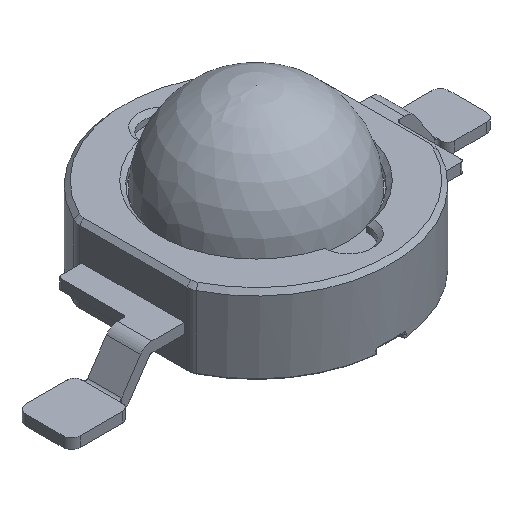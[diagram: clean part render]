
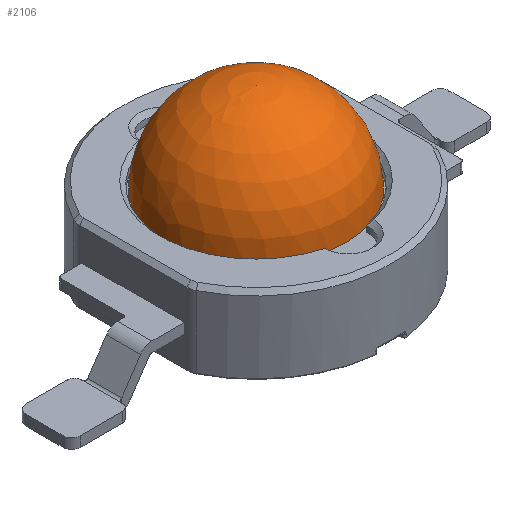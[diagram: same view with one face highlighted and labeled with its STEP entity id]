
A CAD part, isometric view. The second image highlights one B-rep face of the part: STEP entity #2106.
In plain terms, the highlighted spherical face has radius 2.65 mm.
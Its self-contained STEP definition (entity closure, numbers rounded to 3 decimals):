
#502=FACE_OUTER_BOUND('',#629,.T.);
#629=EDGE_LOOP('',(#1380,#1381,#1382,#1383));
#764=CIRCLE('',#2255,2.65);
#765=CIRCLE('',#2256,2.65);
#766=CIRCLE('',#2257,2.65);
#883=VERTEX_POINT('',#3151);
#884=VERTEX_POINT('',#3152);
#885=VERTEX_POINT('',#3154);
#1074=EDGE_CURVE('',#883,#884,#764,.T.);
#1075=EDGE_CURVE('',#885,#884,#765,.T.);
#1076=EDGE_CURVE('',#884,#883,#766,.T.);
#1380=ORIENTED_EDGE('',*,*,#1074,.T.);
#1381=ORIENTED_EDGE('',*,*,#1075,.F.);
#1382=ORIENTED_EDGE('',*,*,#1075,.T.);
#1383=ORIENTED_EDGE('',*,*,#1076,.T.);
#1992=SPHERICAL_SURFACE('',#2254,2.65);
#2106=ADVANCED_FACE('',(#502),#1992,.T.);
#2254=AXIS2_PLACEMENT_3D('',#3150,#2498,#2499);
#2255=AXIS2_PLACEMENT_3D('',#3153,#2500,#2501);
#2256=AXIS2_PLACEMENT_3D('',#3155,#2502,#2503);
#2257=AXIS2_PLACEMENT_3D('',#3156,#2504,#2505);
#2498=DIRECTION('center_axis',(0.,0.,1.));
#2499=DIRECTION('ref_axis',(1.,0.,0.));
#2500=DIRECTION('center_axis',(0.,0.,1.));
#2501=DIRECTION('ref_axis',(-1.,0.,0.));
#2502=DIRECTION('center_axis',(0.,-1.,0.));
#2503=DIRECTION('ref_axis',(-1.,0.,0.));
#2504=DIRECTION('center_axis',(0.,0.,1.));
#2505=DIRECTION('ref_axis',(-1.,0.,0.));
#3150=CARTESIAN_POINT('Origin',(0.,0.,2.15));
#3151=CARTESIAN_POINT('',(0.,-2.65,2.15));
#3152=CARTESIAN_POINT('',(-2.65,0.,2.15));
#3153=CARTESIAN_POINT('Origin',(0.,0.,2.15));
#3154=CARTESIAN_POINT('',(0.,0.,4.8));
#3155=CARTESIAN_POINT('Origin',(0.,0.,2.15));
#3156=CARTESIAN_POINT('Origin',(0.,0.,2.15));
